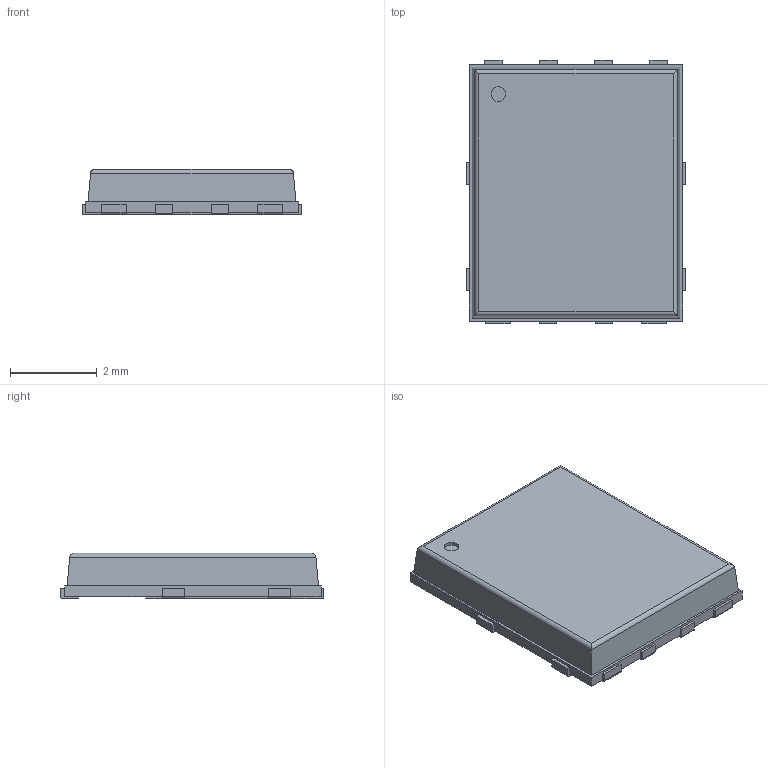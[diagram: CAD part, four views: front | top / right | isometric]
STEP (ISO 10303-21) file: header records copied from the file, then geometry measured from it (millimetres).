
FILE_DESCRIPTION(/* description */ ('Unknown'),/* implementation_level */ '2;1');
FILE_NAME(/* name */ 'STL180N6F7',/* time_stamp */ '2023-02-23T07:54:14+02:00',/* author */ ('Unknown'),/* organization */ ('Unknown'),/* preprocessor_version */ 'ST-DEVELOPER v18.1',/* originating_system */ 'Solid Edge',/* authorisation */ 'Unknown');
FILE_SCHEMA (('AUTOMOTIVE_DESIGN {1 0 10303 214 3 1 1}'));
Length unit declared in the file: millimetre
Products named in the file (1): STL180N6F7
Bounding box: 5.06 x 6.05 x 1.04 mm (x, y, z)
Volume: 28.2 mm3; surface area: 79.3 mm2
Topology: 1 solids, 1 shells, 105 faces, 299 edges, 198 vertices
Faces by surface type: plane 88, cylinder 17
Full cylindrical faces by diameter (mm): 0.337 x1
Entity records: 4126 total; most frequent: CARTESIAN_POINT 602, ORIENTED_EDGE 596, DIRECTION 540, EDGE_CURVE 298, LINE 268, VECTOR 268, VERTEX_POINT 198, AXIS2_PLACEMENT_3D 136
